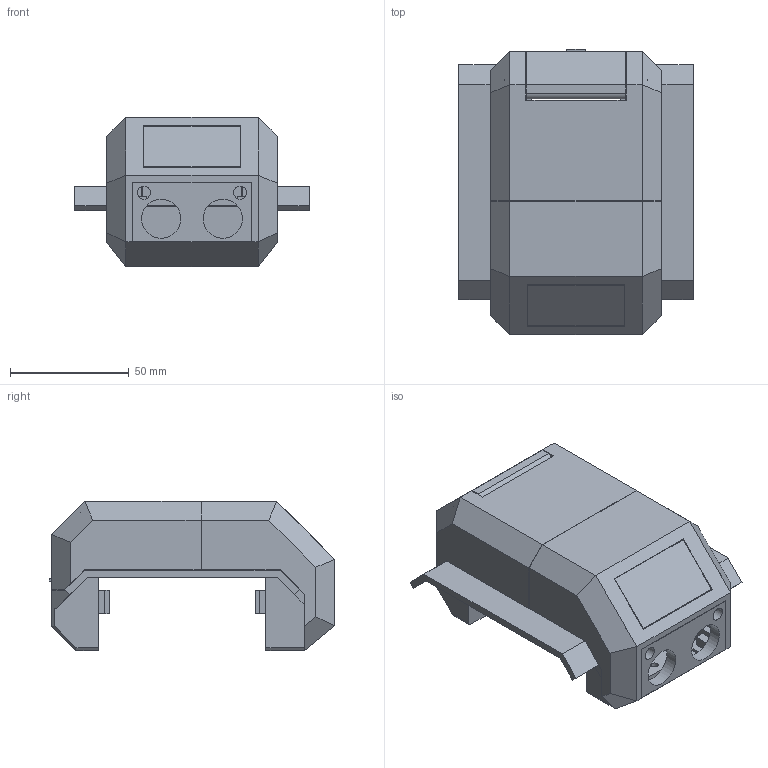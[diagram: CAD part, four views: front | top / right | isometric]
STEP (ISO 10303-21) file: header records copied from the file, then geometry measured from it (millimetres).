
FILE_DESCRIPTION(/* description */ (''),/* implementation_level */ '2;1');
FILE_NAME(/* name */ 'body.step',/* time_stamp */ '2021-10-09T16:03:58+03:00',/* author */ (''),/* organization */ (''),/* preprocessor_version */ 'ST-DEVELOPER v18.1',/* originating_system */ 'Autodesk Translation Framework v10.10.0.1391',/* authorisation */ '');
FILE_SCHEMA (('AUTOMOTIVE_DESIGN { 1 0 10303 214 3 1 1 }'));
Length unit declared in the file: millimetre
Products named in the file (2): body; back-door
Assembly tree (1 placements, depth 2):
  body
    back-door
Bounding box: 99 x 120.42 x 63 mm (x, y, z)
Volume: 77570.6 mm3; surface area: 76019.5 mm2
Topology: 7 solids, 7 shells, 547 faces, 1536 edges, 1006 vertices
Faces by surface type: plane 496, cylinder 51
Full cylindrical faces by diameter (mm): 2.15 x4, 2.9 x7, 4 x4, 5.5 x2, 7 x4, 7.5 x1, 16.5 x2
Entity records: 17448 total; most frequent: CARTESIAN_POINT 3092, ORIENTED_EDGE 3072, DIRECTION 2756, EDGE_CURVE 1536, LINE 1416, VECTOR 1416, VERTEX_POINT 1006, AXIS2_PLACEMENT_3D 670
